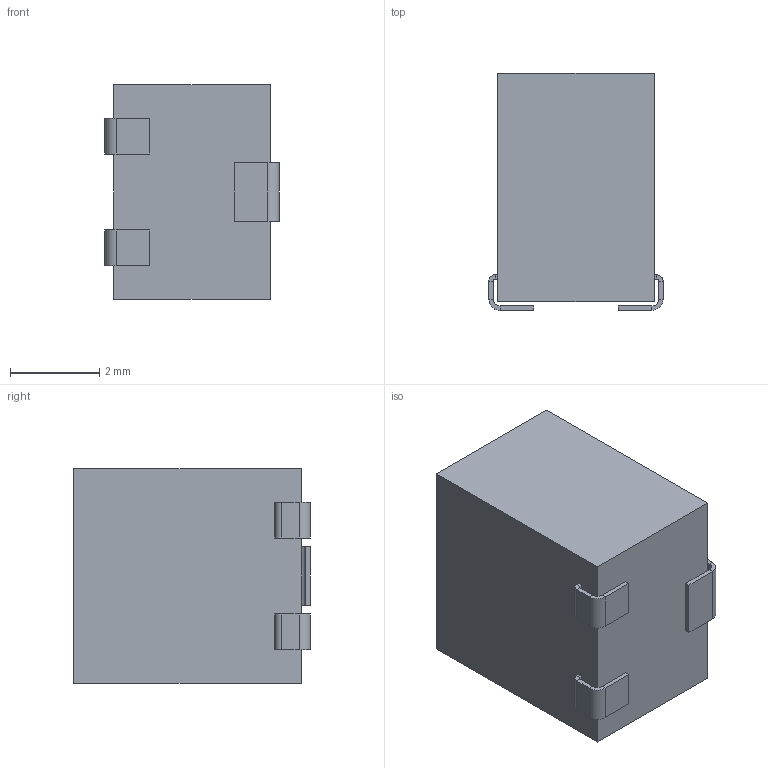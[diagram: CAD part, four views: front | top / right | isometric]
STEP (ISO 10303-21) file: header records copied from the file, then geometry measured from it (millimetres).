
FILE_DESCRIPTION (( 'STEP AP214' ), '1' );
FILE_NAME ('3214W-1-253E.STEP', '2022-05-06T05:13:11', ( '' ), ( '' ), 'SwSTEP 2.0', 'SolidWorks 2017', '' );
FILE_SCHEMA (( 'AUTOMOTIVE_DESIGN' ));
Length unit declared in the file: millimetre
Products named in the file (1): 3214W-1-253E
Bounding box: 3.9 x 5.3 x 4.8 mm (x, y, z)
Volume: 85.6 mm3; surface area: 140.6 mm2
Topology: 5 solids, 5 shells, 83 faces, 168 edges, 96 vertices
Faces by surface type: plane 67, cylinder 16
Entity records: 2164 total; most frequent: DIRECTION 372, CARTESIAN_POINT 348, ORIENTED_EDGE 336, EDGE_CURVE 168, LINE 132, VECTOR 132, AXIS2_PLACEMENT_3D 120, VERTEX_POINT 96
